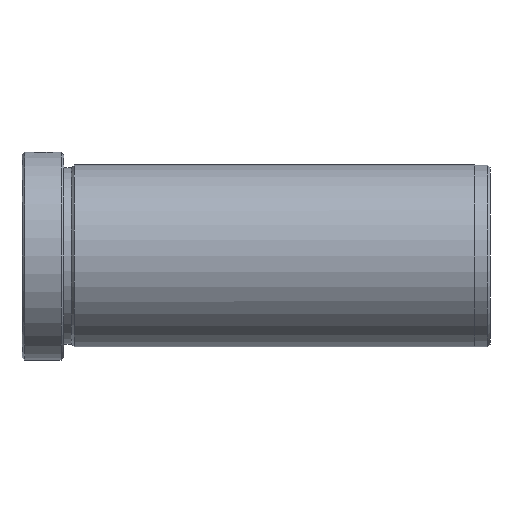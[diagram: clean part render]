
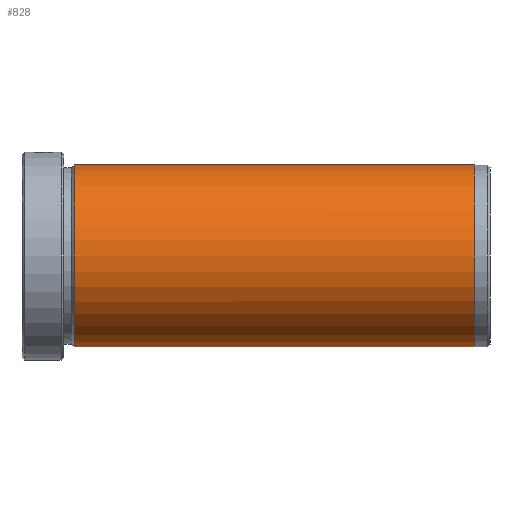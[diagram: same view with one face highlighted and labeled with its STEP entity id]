
A CAD part, left-side view. The second image highlights one B-rep face of the part: STEP entity #828.
In plain terms, the highlighted cylindrical face has radius 17.5 mm (diameter 35 mm), a partial arc.
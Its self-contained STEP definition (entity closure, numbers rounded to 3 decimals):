
#7 = LINE ( 'NONE', #1462, #1467 ) ;
#30 = DIRECTION ( 'NONE',  ( 0., 1., 0. ) ) ;
#46 = DIRECTION ( 'NONE',  ( 0., 0., 1. ) ) ;
#82 = VERTEX_POINT ( 'NONE', #949 ) ;
#131 = CIRCLE ( 'NONE', #1242, 17.5 ) ;
#158 = AXIS2_PLACEMENT_3D ( 'NONE', #1726, #872, #46 ) ;
#233 = EDGE_CURVE ( 'NONE', #247, #1126, #1607, .T. ) ;
#247 = VERTEX_POINT ( 'NONE', #1153 ) ;
#308 = DIRECTION ( 'NONE',  ( 0., -1., 0. ) ) ;
#377 = VERTEX_POINT ( 'NONE', #1010 ) ;
#390 = LINE ( 'NONE', #1250, #806 ) ;
#595 = CYLINDRICAL_SURFACE ( 'NONE', #640, 17.5 ) ;
#640 = AXIS2_PLACEMENT_3D ( 'NONE', #1002, #30, #1139 ) ;
#798 = ORIENTED_EDGE ( 'NONE', *, *, #1198, .F. ) ;
#806 = VECTOR ( 'NONE', #1557, 1000. ) ;
#828 = ADVANCED_FACE ( 'NONE', ( #1382 ), #595, .T. ) ;
#872 = DIRECTION ( 'NONE',  ( 0., 1., 0. ) ) ;
#949 = CARTESIAN_POINT ( 'NONE',  ( 0., -87., -17.5 ) ) ;
#956 = EDGE_CURVE ( 'NONE', #82, #247, #390, .T. ) ;
#1002 = CARTESIAN_POINT ( 'NONE',  ( 0., 0., 0. ) ) ;
#1010 = CARTESIAN_POINT ( 'NONE',  ( 0., -87., 17.5 ) ) ;
#1126 = VERTEX_POINT ( 'NONE', #1463 ) ;
#1139 = DIRECTION ( 'NONE',  ( 0., 0., 1. ) ) ;
#1145 = CARTESIAN_POINT ( 'NONE',  ( 0., -87., 0. ) ) ;
#1153 = CARTESIAN_POINT ( 'NONE',  ( 0., -10., -17.5 ) ) ;
#1198 = EDGE_CURVE ( 'NONE', #377, #82, #131, .T. ) ;
#1242 = AXIS2_PLACEMENT_3D ( 'NONE', #1145, #308, #1288 ) ;
#1250 = CARTESIAN_POINT ( 'NONE',  ( 0., 0., -17.5 ) ) ;
#1288 = DIRECTION ( 'NONE',  ( 0., 0., -1. ) ) ;
#1333 = EDGE_LOOP ( 'NONE', ( #1493, #798, #1796, #1539 ) ) ;
#1340 = EDGE_CURVE ( 'NONE', #377, #1126, #7, .T. ) ;
#1382 = FACE_OUTER_BOUND ( 'NONE', #1333, .T. ) ;
#1462 = CARTESIAN_POINT ( 'NONE',  ( 0., 0., 17.5 ) ) ;
#1463 = CARTESIAN_POINT ( 'NONE',  ( 0., -10., 17.5 ) ) ;
#1467 = VECTOR ( 'NONE', #1605, 1000. ) ;
#1493 = ORIENTED_EDGE ( 'NONE', *, *, #956, .F. ) ;
#1539 = ORIENTED_EDGE ( 'NONE', *, *, #233, .F. ) ;
#1557 = DIRECTION ( 'NONE',  ( 0., 1., 0. ) ) ;
#1605 = DIRECTION ( 'NONE',  ( 0., 1., 0. ) ) ;
#1607 = CIRCLE ( 'NONE', #158, 17.5 ) ;
#1726 = CARTESIAN_POINT ( 'NONE',  ( 0., -10., 0. ) ) ;
#1796 = ORIENTED_EDGE ( 'NONE', *, *, #1340, .T. ) ;
